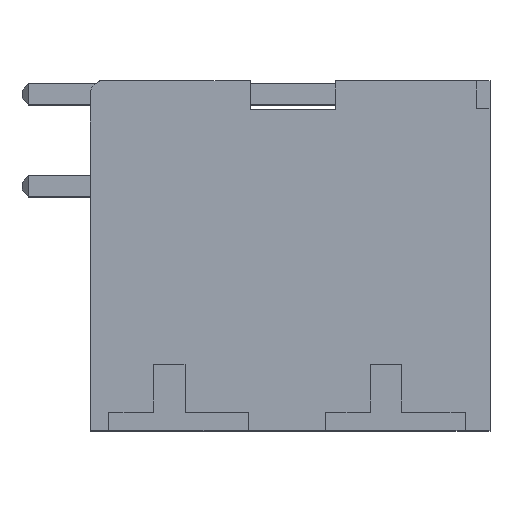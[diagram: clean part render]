
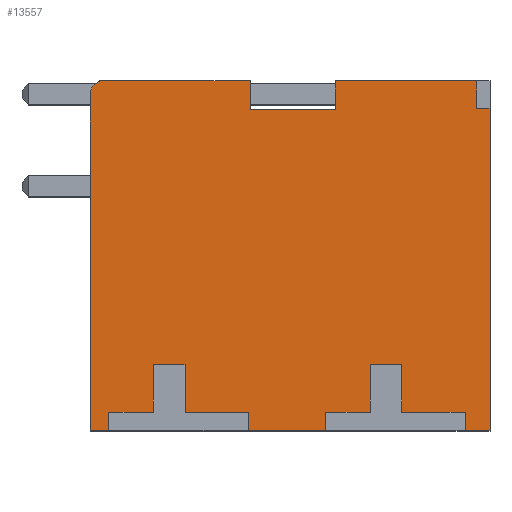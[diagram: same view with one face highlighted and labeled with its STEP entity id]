
A CAD part, top view. The second image highlights one B-rep face of the part: STEP entity #13557.
In plain terms, the highlighted planar face has unit normal (0, 0, 1).
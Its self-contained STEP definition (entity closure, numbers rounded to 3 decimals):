
#3314=DIRECTION('',(-1.,0.,0.));
#3315=VECTOR('',#3314,5.39);
#3316=CARTESIAN_POINT('',(11.703,13.3,33.7));
#3317=LINE('',#3316,#3315);
#3362=DIRECTION('',(0.,-1.,0.));
#3363=VECTOR('',#3362,1.092);
#3364=CARTESIAN_POINT('',(6.313,13.3,33.7));
#3365=LINE('',#3364,#3363);
#3422=DIRECTION('',(0.,1.,0.));
#3423=VECTOR('',#3422,1.092);
#3424=CARTESIAN_POINT('',(3.074,12.208,33.7));
#3425=LINE('',#3424,#3423);
#3526=DIRECTION('',(-1.,0.,0.));
#3527=VECTOR('',#3526,5.716);
#3528=CARTESIAN_POINT('',(3.074,13.3,33.7));
#3529=LINE('',#3528,#3527);
#3626=DIRECTION('',(0.,-1.,0.));
#3627=VECTOR('',#3626,0.02);
#3628=CARTESIAN_POINT('',(-2.641,13.3,33.7));
#3629=LINE('',#3628,#3627);
#4612=DIRECTION('',(-1.,0.,0.));
#4613=VECTOR('',#4612,3.238);
#4614=CARTESIAN_POINT('',(6.313,12.208,33.7));
#4615=LINE('',#4614,#4613);
#4616=DIRECTION('',(0.,1.,0.));
#4617=VECTOR('',#4616,0.7);
#4618=CARTESIAN_POINT('',(11.25,0.,33.7));
#4619=LINE('',#4618,#4617);
#4620=DIRECTION('',(1.,0.,0.));
#4621=VECTOR('',#4620,2.4);
#4622=CARTESIAN_POINT('',(8.85,0.7,33.7));
#4623=LINE('',#4622,#4621);
#4624=DIRECTION('',(0.,-1.,0.));
#4625=VECTOR('',#4624,1.8);
#4626=CARTESIAN_POINT('',(8.85,2.5,33.7));
#4627=LINE('',#4626,#4625);
#4628=DIRECTION('',(1.,0.,0.));
#4629=VECTOR('',#4628,1.2);
#4630=CARTESIAN_POINT('',(7.65,2.5,33.7));
#4631=LINE('',#4630,#4629);
#4632=DIRECTION('',(0.,1.,0.));
#4633=VECTOR('',#4632,1.8);
#4634=CARTESIAN_POINT('',(7.65,0.7,33.7));
#4635=LINE('',#4634,#4633);
#4636=DIRECTION('',(1.,0.,0.));
#4637=VECTOR('',#4636,1.7);
#4638=CARTESIAN_POINT('',(5.95,0.7,33.7));
#4639=LINE('',#4638,#4637);
#4640=DIRECTION('',(0.,1.,0.));
#4641=VECTOR('',#4640,0.7);
#4642=CARTESIAN_POINT('',(5.95,0.,33.7));
#4643=LINE('',#4642,#4641);
#4644=DIRECTION('',(-1.,0.,0.));
#4645=VECTOR('',#4644,2.95);
#4646=CARTESIAN_POINT('',(5.95,0.,33.7));
#4647=LINE('',#4646,#4645);
#4648=DIRECTION('',(0.,1.,0.));
#4649=VECTOR('',#4648,0.7);
#4650=CARTESIAN_POINT('',(3.,0.,33.7));
#4651=LINE('',#4650,#4649);
#4652=DIRECTION('',(1.,0.,0.));
#4653=VECTOR('',#4652,2.4);
#4654=CARTESIAN_POINT('',(0.6,0.7,33.7));
#4655=LINE('',#4654,#4653);
#4656=DIRECTION('',(0.,-1.,0.));
#4657=VECTOR('',#4656,1.8);
#4658=CARTESIAN_POINT('',(0.6,2.5,33.7));
#4659=LINE('',#4658,#4657);
#4660=DIRECTION('',(1.,0.,0.));
#4661=VECTOR('',#4660,1.2);
#4662=CARTESIAN_POINT('',(-0.6,2.5,33.7));
#4663=LINE('',#4662,#4661);
#4664=DIRECTION('',(0.,1.,0.));
#4665=VECTOR('',#4664,1.8);
#4666=CARTESIAN_POINT('',(-0.6,0.7,33.7));
#4667=LINE('',#4666,#4665);
#4668=DIRECTION('',(1.,0.,0.));
#4669=VECTOR('',#4668,1.7);
#4670=CARTESIAN_POINT('',(-2.3,0.7,33.7));
#4671=LINE('',#4670,#4669);
#4672=DIRECTION('',(0.,1.,0.));
#4673=VECTOR('',#4672,0.7);
#4674=CARTESIAN_POINT('',(-2.3,0.,33.7));
#4675=LINE('',#4674,#4673);
#4676=DIRECTION('',(-1.,0.,0.));
#4677=VECTOR('',#4676,0.7);
#4678=CARTESIAN_POINT('',(-2.3,0.,33.7));
#4679=LINE('',#4678,#4677);
#4680=DIRECTION('',(0.,1.,0.));
#4681=VECTOR('',#4680,12.8);
#4682=CARTESIAN_POINT('',(-3.,0.,33.7));
#4683=LINE('',#4682,#4681);
#4684=CARTESIAN_POINT('',(-2.5,12.8,33.7));
#4685=DIRECTION('',(0.,0.,-1.));
#4686=DIRECTION('',(-1.,0.,0.));
#4687=AXIS2_PLACEMENT_3D('',#4684,#4685,#4686);
#4689=DIRECTION('',(0.,-1.,0.));
#4690=VECTOR('',#4689,12.25);
#4691=CARTESIAN_POINT('',(12.2,12.25,33.7));
#4692=LINE('',#4691,#4690);
#4693=DIRECTION('',(-1.,0.,0.));
#4694=VECTOR('',#4693,0.95);
#4695=CARTESIAN_POINT('',(12.2,0.,33.7));
#4696=LINE('',#4695,#4694);
#4856=DIRECTION('',(0.,1.,0.));
#4857=VECTOR('',#4856,1.05);
#4858=CARTESIAN_POINT('',(11.703,12.25,33.7));
#4859=LINE('',#4858,#4857);
#4872=DIRECTION('',(-1.,0.,0.));
#4873=VECTOR('',#4872,0.497);
#4874=CARTESIAN_POINT('',(12.2,12.25,33.7));
#4875=LINE('',#4874,#4873);
#5092=CARTESIAN_POINT('',(-3.,0.,33.7));
#5093=VERTEX_POINT('',#5092);
#5174=CARTESIAN_POINT('',(12.2,12.25,33.7));
#5175=CARTESIAN_POINT('',(12.2,0.,33.7));
#5176=VERTEX_POINT('',#5174);
#5177=VERTEX_POINT('',#5175);
#5184=CARTESIAN_POINT('',(11.703,13.3,33.7));
#5185=VERTEX_POINT('',#5184);
#5186=CARTESIAN_POINT('',(6.313,13.3,33.7));
#5187=VERTEX_POINT('',#5186);
#5188=CARTESIAN_POINT('',(6.313,12.208,33.7));
#5189=VERTEX_POINT('',#5188);
#5198=CARTESIAN_POINT('',(3.074,12.208,33.7));
#5199=CARTESIAN_POINT('',(3.074,13.3,33.7));
#5200=VERTEX_POINT('',#5198);
#5201=VERTEX_POINT('',#5199);
#5210=CARTESIAN_POINT('',(-2.641,13.3,33.7));
#5211=VERTEX_POINT('',#5210);
#5212=CARTESIAN_POINT('',(-2.641,13.28,33.7));
#5213=VERTEX_POINT('',#5212);
#5242=CARTESIAN_POINT('',(-3.,12.8,33.7));
#5243=VERTEX_POINT('',#5242);
#5244=CARTESIAN_POINT('',(11.703,12.25,33.7));
#5245=VERTEX_POINT('',#5244);
#5488=CARTESIAN_POINT('',(11.25,0.7,33.7));
#5489=VERTEX_POINT('',#5488);
#5490=CARTESIAN_POINT('',(11.25,0.,33.7));
#5491=VERTEX_POINT('',#5490);
#5492=CARTESIAN_POINT('',(5.95,0.,33.7));
#5493=VERTEX_POINT('',#5492);
#5494=CARTESIAN_POINT('',(5.95,0.7,33.7));
#5495=VERTEX_POINT('',#5494);
#5496=CARTESIAN_POINT('',(7.65,0.7,33.7));
#5497=VERTEX_POINT('',#5496);
#5498=CARTESIAN_POINT('',(7.65,2.5,33.7));
#5499=VERTEX_POINT('',#5498);
#5500=CARTESIAN_POINT('',(8.85,2.5,33.7));
#5501=VERTEX_POINT('',#5500);
#5502=CARTESIAN_POINT('',(8.85,0.7,33.7));
#5503=VERTEX_POINT('',#5502);
#5504=CARTESIAN_POINT('',(3.,0.,33.7));
#5505=VERTEX_POINT('',#5504);
#5506=CARTESIAN_POINT('',(-2.3,0.,33.7));
#5507=VERTEX_POINT('',#5506);
#5508=CARTESIAN_POINT('',(-2.3,0.7,33.7));
#5509=VERTEX_POINT('',#5508);
#5510=CARTESIAN_POINT('',(-0.6,0.7,33.7));
#5511=VERTEX_POINT('',#5510);
#5512=CARTESIAN_POINT('',(-0.6,2.5,33.7));
#5513=VERTEX_POINT('',#5512);
#5514=CARTESIAN_POINT('',(0.6,2.5,33.7));
#5515=VERTEX_POINT('',#5514);
#5516=CARTESIAN_POINT('',(0.6,0.7,33.7));
#5517=VERTEX_POINT('',#5516);
#5518=CARTESIAN_POINT('',(3.,0.7,33.7));
#5519=VERTEX_POINT('',#5518);
#13504=CARTESIAN_POINT('',(0.,0.,33.7));
#13505=DIRECTION('',(0.,0.,1.));
#13506=DIRECTION('',(1.,0.,0.));
#13507=AXIS2_PLACEMENT_3D('',#13504,#13505,#13506);
#13508=PLANE('',#13507);
#13510=ORIENTED_EDGE('',*,*,#13509,.T.);
#13512=ORIENTED_EDGE('',*,*,#13511,.F.);
#13514=ORIENTED_EDGE('',*,*,#13513,.F.);
#13516=ORIENTED_EDGE('',*,*,#13515,.F.);
#13518=ORIENTED_EDGE('',*,*,#13517,.F.);
#13520=ORIENTED_EDGE('',*,*,#13519,.F.);
#13522=ORIENTED_EDGE('',*,*,#13521,.F.);
#13523=ORIENTED_EDGE('',*,*,#6747,.T.);
#13525=ORIENTED_EDGE('',*,*,#13524,.T.);
#13527=ORIENTED_EDGE('',*,*,#13526,.F.);
#13529=ORIENTED_EDGE('',*,*,#13528,.F.);
#13531=ORIENTED_EDGE('',*,*,#13530,.F.);
#13533=ORIENTED_EDGE('',*,*,#13532,.F.);
#13535=ORIENTED_EDGE('',*,*,#13534,.F.);
#13537=ORIENTED_EDGE('',*,*,#13536,.F.);
#13538=ORIENTED_EDGE('',*,*,#6739,.T.);
#13540=ORIENTED_EDGE('',*,*,#13539,.T.);
#13542=ORIENTED_EDGE('',*,*,#13541,.T.);
#13543=ORIENTED_EDGE('',*,*,#11867,.F.);
#13544=ORIENTED_EDGE('',*,*,#11837,.F.);
#13545=ORIENTED_EDGE('',*,*,#11630,.F.);
#13546=ORIENTED_EDGE('',*,*,#13499,.F.);
#13547=ORIENTED_EDGE('',*,*,#11518,.F.);
#13548=ORIENTED_EDGE('',*,*,#11503,.F.);
#13550=ORIENTED_EDGE('',*,*,#13549,.F.);
#13552=ORIENTED_EDGE('',*,*,#13551,.F.);
#13553=ORIENTED_EDGE('',*,*,#11446,.T.);
#13554=ORIENTED_EDGE('',*,*,#6755,.T.);
#13555=EDGE_LOOP('',(#13510,#13512,#13514,#13516,#13518,#13520,#13522,#13523,
#13525,#13527,#13529,#13531,#13533,#13535,#13537,#13538,#13540,#13542,#13543,
#13544,#13545,#13546,#13547,#13548,#13550,#13552,#13553,#13554));
#13556=FACE_OUTER_BOUND('',#13555,.F.);
#4688=CIRCLE('',#4687,0.5);
#6739=EDGE_CURVE('',#5507,#5093,#4679,.T.);
#6747=EDGE_CURVE('',#5493,#5505,#4647,.T.);
#6755=EDGE_CURVE('',#5177,#5491,#4696,.T.);
#11446=EDGE_CURVE('',#5176,#5177,#4692,.T.);
#11503=EDGE_CURVE('',#5185,#5187,#3317,.T.);
#11518=EDGE_CURVE('',#5187,#5189,#3365,.T.);
#11630=EDGE_CURVE('',#5200,#5201,#3425,.T.);
#11837=EDGE_CURVE('',#5201,#5211,#3529,.T.);
#11867=EDGE_CURVE('',#5211,#5213,#3629,.T.);
#13499=EDGE_CURVE('',#5189,#5200,#4615,.T.);
#13509=EDGE_CURVE('',#5491,#5489,#4619,.T.);
#13511=EDGE_CURVE('',#5503,#5489,#4623,.T.);
#13513=EDGE_CURVE('',#5501,#5503,#4627,.T.);
#13515=EDGE_CURVE('',#5499,#5501,#4631,.T.);
#13517=EDGE_CURVE('',#5497,#5499,#4635,.T.);
#13519=EDGE_CURVE('',#5495,#5497,#4639,.T.);
#13521=EDGE_CURVE('',#5493,#5495,#4643,.T.);
#13524=EDGE_CURVE('',#5505,#5519,#4651,.T.);
#13526=EDGE_CURVE('',#5517,#5519,#4655,.T.);
#13528=EDGE_CURVE('',#5515,#5517,#4659,.T.);
#13530=EDGE_CURVE('',#5513,#5515,#4663,.T.);
#13532=EDGE_CURVE('',#5511,#5513,#4667,.T.);
#13534=EDGE_CURVE('',#5509,#5511,#4671,.T.);
#13536=EDGE_CURVE('',#5507,#5509,#4675,.T.);
#13539=EDGE_CURVE('',#5093,#5243,#4683,.T.);
#13541=EDGE_CURVE('',#5243,#5213,#4688,.T.);
#13549=EDGE_CURVE('',#5245,#5185,#4859,.T.);
#13551=EDGE_CURVE('',#5176,#5245,#4875,.T.);
#13557=ADVANCED_FACE('',(#13556),#13508,.T.);
